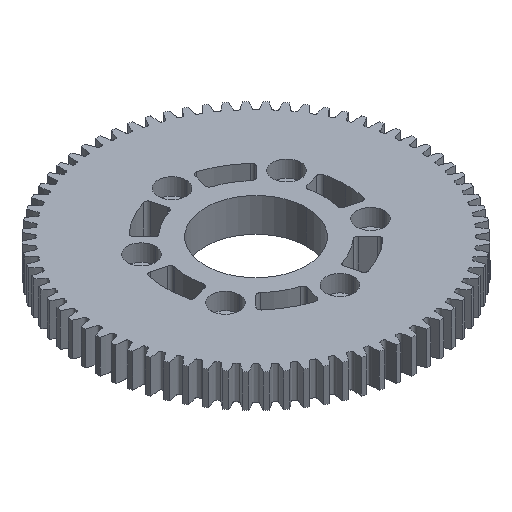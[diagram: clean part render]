
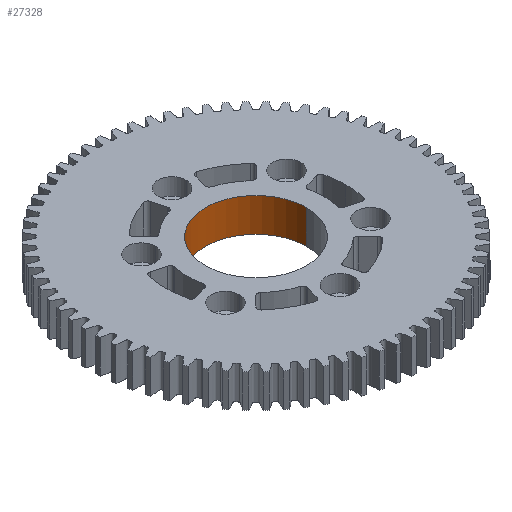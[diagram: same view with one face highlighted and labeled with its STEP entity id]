
A CAD part, isometric view. The second image highlights one B-rep face of the part: STEP entity #27328.
In plain terms, the highlighted cylindrical face has radius 14.306 mm (diameter 28.613 mm), a partial arc.
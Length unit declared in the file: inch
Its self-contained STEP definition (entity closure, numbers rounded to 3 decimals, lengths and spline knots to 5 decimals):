
#871 = DIRECTION ( 'NONE',  ( 1., 0., 0. ) ) ;
#1013 = CARTESIAN_POINT ( 'NONE',  ( 0., 0., -0.249 ) ) ;
#1941 = EDGE_LOOP ( 'NONE', ( #7073, #23994, #7109, #19177 ) ) ;
#3205 = DIRECTION ( 'NONE',  ( 1., 0., 0. ) ) ;
#6443 = DIRECTION ( 'NONE',  ( 0., 0., -1. ) ) ;
#6944 = CARTESIAN_POINT ( 'NONE',  ( -0.56325, 0., -0.1875 ) ) ;
#7073 = ORIENTED_EDGE ( 'NONE', *, *, #14964, .F. ) ;
#7109 = ORIENTED_EDGE ( 'NONE', *, *, #24664, .T. ) ;
#7623 = VECTOR ( 'NONE', #10551, 39.37008 ) ;
#8603 = VERTEX_POINT ( 'NONE', #22906 ) ;
#8814 = LINE ( 'NONE', #15229, #13879 ) ;
#8838 = CIRCLE ( 'NONE', #10456, 0.56325 ) ;
#8920 = CARTESIAN_POINT ( 'NONE',  ( -0.56325, 0., 0.1875 ) ) ;
#10038 = AXIS2_PLACEMENT_3D ( 'NONE', #19467, #6443, #21654 ) ;
#10456 = AXIS2_PLACEMENT_3D ( 'NONE', #26929, #13901, #871 ) ;
#10510 = CIRCLE ( 'NONE', #10038, 0.56325 ) ;
#10551 = DIRECTION ( 'NONE',  ( 0., 0., 1. ) ) ;
#10914 = CARTESIAN_POINT ( 'NONE',  ( 0.56325, 0., -0.1875 ) ) ;
#11168 = FACE_OUTER_BOUND ( 'NONE', #1941, .T. ) ;
#11356 = VERTEX_POINT ( 'NONE', #8920 ) ;
#12748 = VERTEX_POINT ( 'NONE', #10914 ) ;
#13148 = DIRECTION ( 'NONE',  ( 0., 0., 1. ) ) ;
#13879 = VECTOR ( 'NONE', #13148, 39.37008 ) ;
#13901 = DIRECTION ( 'NONE',  ( 0., 0., 1. ) ) ;
#14070 = LINE ( 'NONE', #20334, #7623 ) ;
#14964 = EDGE_CURVE ( 'NONE', #17178, #11356, #14070, .T. ) ;
#15229 = CARTESIAN_POINT ( 'NONE',  ( 0.56325, 0., -0.249 ) ) ;
#16156 = AXIS2_PLACEMENT_3D ( 'NONE', #1013, #16227, #3205 ) ;
#16227 = DIRECTION ( 'NONE',  ( 0., 0., 1. ) ) ;
#17178 = VERTEX_POINT ( 'NONE', #6944 ) ;
#19177 = ORIENTED_EDGE ( 'NONE', *, *, #25305, .F. ) ;
#19467 = CARTESIAN_POINT ( 'NONE',  ( 0., 0., 0.1875 ) ) ;
#20334 = CARTESIAN_POINT ( 'NONE',  ( -0.56325, 0., -0.249 ) ) ;
#21654 = DIRECTION ( 'NONE',  ( -1., 0., 0. ) ) ;
#22540 = EDGE_CURVE ( 'NONE', #12748, #17178, #8838, .T. ) ;
#22906 = CARTESIAN_POINT ( 'NONE',  ( 0.56325, 0., 0.1875 ) ) ;
#23994 = ORIENTED_EDGE ( 'NONE', *, *, #22540, .F. ) ;
#24664 = EDGE_CURVE ( 'NONE', #12748, #8603, #8814, .T. ) ;
#25305 = EDGE_CURVE ( 'NONE', #11356, #8603, #10510, .T. ) ;
#26929 = CARTESIAN_POINT ( 'NONE',  ( 0., 0., -0.1875 ) ) ;
#27112 = CYLINDRICAL_SURFACE ( 'NONE', #16156, 0.56325 ) ;
#27328 = ADVANCED_FACE ( 'NONE', ( #11168 ), #27112, .F. ) ;
